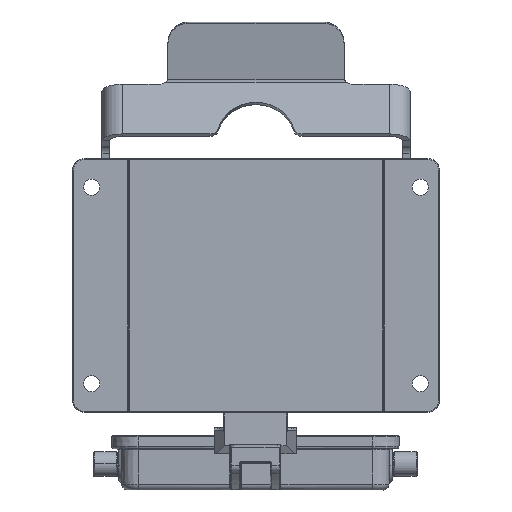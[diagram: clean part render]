
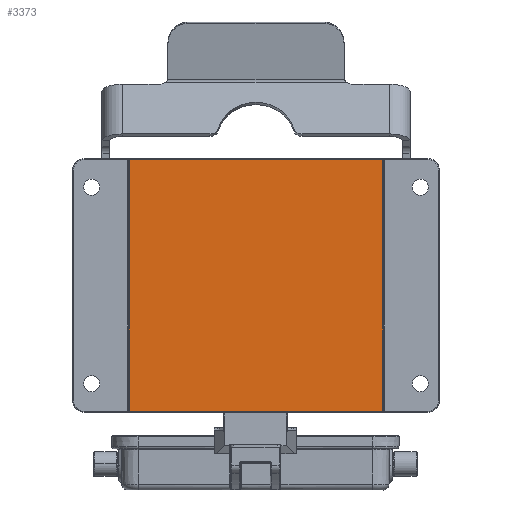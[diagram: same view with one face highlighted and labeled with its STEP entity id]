
A CAD part, front view. The second image highlights one B-rep face of the part: STEP entity #3373.
In plain terms, the highlighted planar face has unit normal (0, -1, 0).
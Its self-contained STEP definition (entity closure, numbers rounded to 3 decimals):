
#2245=FACE_OUTER_BOUND('',#5051,.T.);
#3373=ADVANCED_FACE('',(#2245),#4115,.T.);
#4115=PLANE('',#20049);
#5051=EDGE_LOOP('',(#9354,#9355,#9356,#9357));
#9354=ORIENTED_EDGE('',*,*,#15311,.T.);
#9355=ORIENTED_EDGE('',*,*,#15312,.T.);
#9356=ORIENTED_EDGE('',*,*,#15163,.T.);
#9357=ORIENTED_EDGE('',*,*,#15310,.T.);
#12938=VERTEX_POINT('',#33740);
#12939=VERTEX_POINT('',#33747);
#13006=VERTEX_POINT('',#34329);
#13007=VERTEX_POINT('',#34333);
#15163=EDGE_CURVE('',#12939,#12938,#17203,.T.);
#15310=EDGE_CURVE('',#12938,#13006,#17252,.T.);
#15311=EDGE_CURVE('',#13006,#13007,#17253,.T.);
#15312=EDGE_CURVE('',#13007,#12939,#17254,.T.);
#17203=LINE('',#33746,#18423);
#17252=LINE('',#34330,#18472);
#17253=LINE('',#34332,#18473);
#17254=LINE('',#34334,#18474);
#18423=VECTOR('',#23289,1.);
#18472=VECTOR('',#23562,1.);
#18473=VECTOR('',#23565,1.);
#18474=VECTOR('',#23566,1.);
#20049=AXIS2_PLACEMENT_3D('',#34335,#23567,#23568);
#23289=DIRECTION('',(-1.,0.,0.));
#23562=DIRECTION('',(0.,0.,-1.));
#23565=DIRECTION('',(1.,0.,0.));
#23566=DIRECTION('',(0.,0.,1.));
#23567=DIRECTION('',(0.,-1.,0.));
#23568=DIRECTION('',(1.,0.,0.));
#33740=CARTESIAN_POINT('',(-43.2,-34.026,77.954));
#33746=CARTESIAN_POINT('',(43.2,-34.026,77.954));
#33747=CARTESIAN_POINT('',(43.2,-34.026,77.954));
#34329=CARTESIAN_POINT('',(-43.2,-34.026,-7.901));
#34330=CARTESIAN_POINT('',(-43.2,-34.026,77.954));
#34332=CARTESIAN_POINT('',(-43.2,-34.026,-7.901));
#34333=CARTESIAN_POINT('',(43.2,-34.026,-7.901));
#34334=CARTESIAN_POINT('',(43.2,-34.026,-7.901));
#34335=CARTESIAN_POINT('',(0.,-34.026,35.026));
